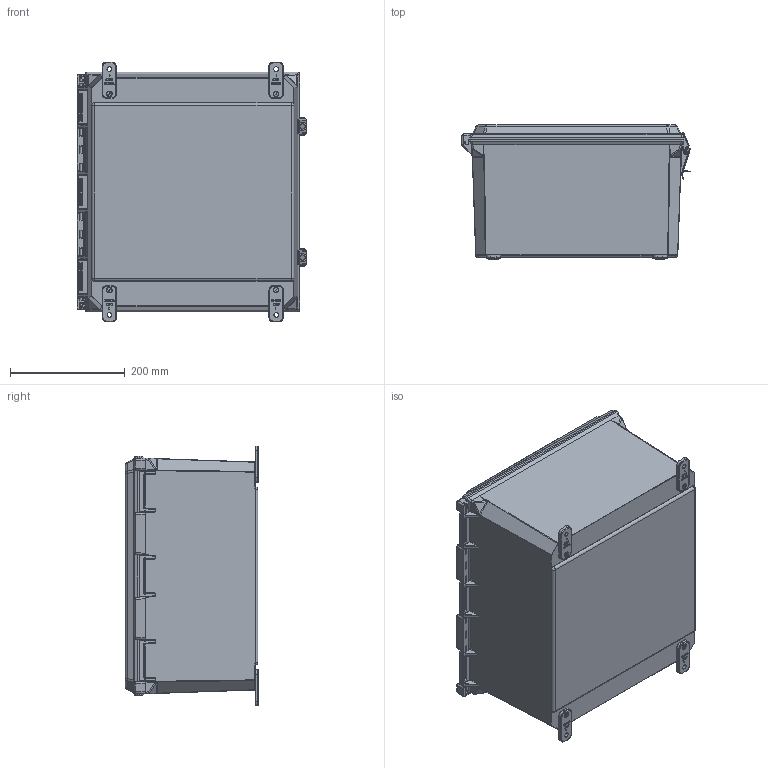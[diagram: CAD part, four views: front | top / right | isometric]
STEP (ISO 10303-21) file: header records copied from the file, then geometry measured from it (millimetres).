
FILE_DESCRIPTION (( 'STEP AP203' ), '1' );
FILE_NAME ('AMU1648L.step', '2014-04-30T12:52:41', ( '' ), ( '' ), 'SwSTEP 2.0', 'SolidWorks 2014', '' );
FILE_SCHEMA (( 'CONFIG_CONTROL_DESIGN' ));
Length unit declared in the file: inch
Products named in the file (14): 2428001; 55-1032516_PreviewCfg; 70-AMPSSLCH316 (LATCH BASE); 70-HPIN16316; 70-AMPSSLCH316 (LATCH LEVER); AMU1648L; 70-AMPSSLCH316 (LATCH HOOK); 70-AMPSSLCH316 (RIVET A); 70-AMPSSLCH316 (RIVET B); 70-AMPSSLCH316_INSTALLED POSITION; 2413001_box; 55-103212; 2415001_part; 70-60825-1
Assembly tree (23 placements, depth 3):
  AMU1648L
    2413001_box
    2415001_part
    2428001  x4
    70-AMPSSLCH316_INSTALLED POSITION  x2
      70-AMPSSLCH316 (LATCH BASE)
      70-AMPSSLCH316 (LATCH LEVER)
      70-AMPSSLCH316 (LATCH HOOK)
      70-AMPSSLCH316 (RIVET A)
      70-AMPSSLCH316 (RIVET B)
    55-103212  x4
    70-60825-1
    55-1032516_PreviewCfg  x4
    70-HPIN16316
Bounding box: 400.28 x 233.86 x 454 mm (x, y, z)
Volume: 2715558.8 mm3; surface area: 1599097.6 mm2
Topology: 26 solids, 26 shells, 4194 faces, 10474 edges, 6605 vertices
Faces by surface type: plane 2284, cylinder 824, bspline 726, cone 156, torus 136, sphere 68
Entity records: 124233 total; most frequent: CARTESIAN_POINT 49750, ORIENTED_EDGE 16292, DIRECTION 13031, EDGE_CURVE 8146, LINE 5159, VECTOR 5159, VERTEX_POINT 5135, AXIS2_PLACEMENT_3D 3936
